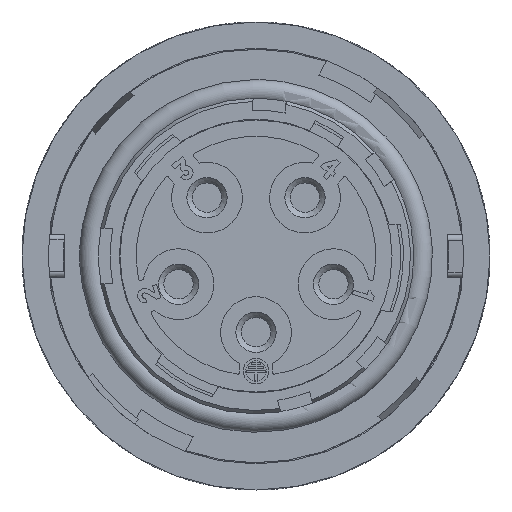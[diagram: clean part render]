
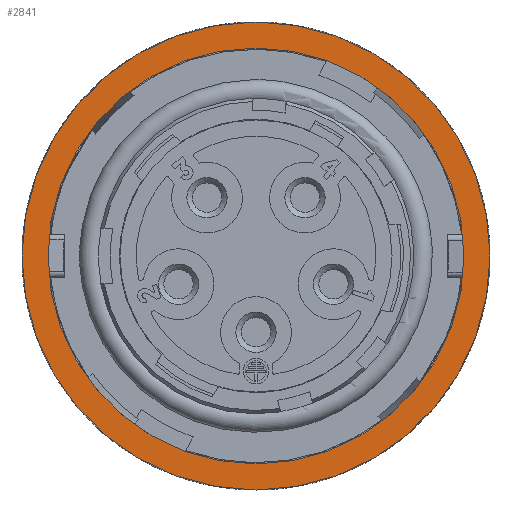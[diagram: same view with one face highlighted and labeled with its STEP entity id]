
A CAD part, left-side view. The second image highlights one B-rep face of the part: STEP entity #2841.
In plain terms, the highlighted planar face has unit normal (-1, 0, 0).
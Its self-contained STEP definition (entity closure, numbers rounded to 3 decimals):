
#909=PLANE('',#9298);
#2841=ADVANCED_FACE('',(#3194,#3195),#909,.T.);
#3194=FACE_BOUND('',#3651,.T.);
#3195=FACE_BOUND('',#3652,.T.);
#3651=EDGE_LOOP('',(#5598));
#3652=EDGE_LOOP('',(#5599));
#5598=ORIENTED_EDGE('',*,*,#8095,.T.);
#5599=ORIENTED_EDGE('',*,*,#7988,.F.);
#6885=VERTEX_POINT('',#14787);
#6951=VERTEX_POINT('',#15094);
#7988=EDGE_CURVE('',#6885,#6885,#8630,.T.);
#8095=EDGE_CURVE('',#6951,#6951,#8657,.T.);
#8630=CIRCLE('',#9228,21.5);
#8657=CIRCLE('',#9297,19.1);
#9228=AXIS2_PLACEMENT_3D('',#14786,#10959,#10960);
#9297=AXIS2_PLACEMENT_3D('',#15093,#11157,#11158);
#9298=AXIS2_PLACEMENT_3D('',#15095,#11159,#11160);
#10959=DIRECTION('',(1.,0.,0.));
#10960=DIRECTION('',(0.,0.,1.));
#11157=DIRECTION('',(1.,0.,0.));
#11158=DIRECTION('',(0.,0.,1.));
#11159=DIRECTION('',(-1.,0.,0.));
#11160=DIRECTION('',(0.,0.,1.));
#14786=CARTESIAN_POINT('',(-54.759,7.674,0.));
#14787=CARTESIAN_POINT('',(-54.759,7.674,21.5));
#15093=CARTESIAN_POINT('',(-54.759,7.674,0.));
#15094=CARTESIAN_POINT('',(-54.759,7.674,19.1));
#15095=CARTESIAN_POINT('',(-54.759,-15.734,-23.65));
